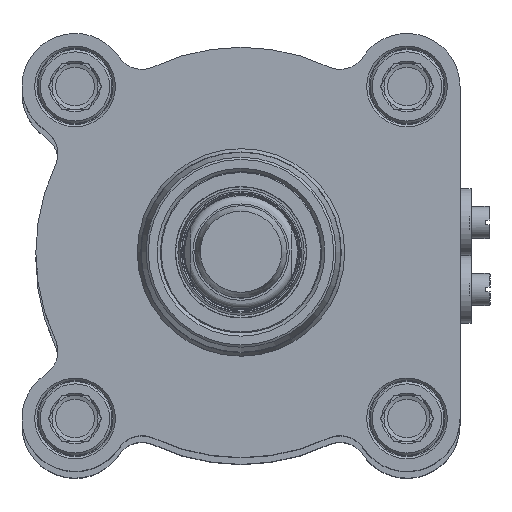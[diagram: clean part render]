
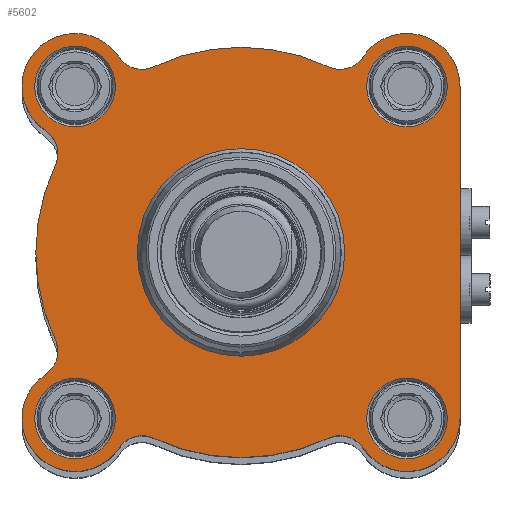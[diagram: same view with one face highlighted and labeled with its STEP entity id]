
A CAD part, top view. The second image highlights one B-rep face of the part: STEP entity #5602.
In plain terms, the highlighted planar face has unit normal (0, 0, 1).
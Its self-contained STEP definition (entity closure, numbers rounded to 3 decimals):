
#1674=CARTESIAN_POINT('',(-27.25,-36.0,47.8));
#1675=VERTEX_POINT('',#1674);
#1676=CARTESIAN_POINT('',(-36.0,-36.0,47.8));
#1677=DIRECTION('',(0.0,0.0,1.0));
#1678=DIRECTION('',(-1.0,0.0,0.0));
#1679=AXIS2_PLACEMENT_3D('',#1676,#1677,#1678);
#1680=CIRCLE('',#1679,8.75);
#1681=EDGE_CURVE('',#1675,#1675,#1680,.T.);
#1714=CARTESIAN_POINT('',(-27.25,36.0,47.8));
#1715=VERTEX_POINT('',#1714);
#1716=CARTESIAN_POINT('',(-36.0,36.0,47.8));
#1717=DIRECTION('',(0.0,0.0,1.0));
#1718=DIRECTION('',(-1.0,0.0,0.0));
#1719=AXIS2_PLACEMENT_3D('',#1716,#1717,#1718);
#1720=CIRCLE('',#1719,8.75);
#1721=EDGE_CURVE('',#1715,#1715,#1720,.T.);
#1754=CARTESIAN_POINT('',(44.75,-36.0,47.8));
#1755=VERTEX_POINT('',#1754);
#1756=CARTESIAN_POINT('',(36.0,-36.0,47.8));
#1757=DIRECTION('',(0.0,0.0,1.0));
#1758=DIRECTION('',(-1.0,0.0,0.0));
#1759=AXIS2_PLACEMENT_3D('',#1756,#1757,#1758);
#1760=CIRCLE('',#1759,8.75);
#1761=EDGE_CURVE('',#1755,#1755,#1760,.T.);
#1794=CARTESIAN_POINT('',(44.75,36.0,47.8));
#1795=VERTEX_POINT('',#1794);
#1796=CARTESIAN_POINT('',(36.0,36.0,47.8));
#1797=DIRECTION('',(0.0,0.0,1.0));
#1798=DIRECTION('',(-1.0,0.0,0.0));
#1799=AXIS2_PLACEMENT_3D('',#1796,#1797,#1798);
#1800=CIRCLE('',#1799,8.75);
#1801=EDGE_CURVE('',#1795,#1795,#1800,.T.);
#2036=CARTESIAN_POINT('',(-40.287,18.899,47.8));
#2037=VERTEX_POINT('',#2036);
#2038=CARTESIAN_POINT('',(-40.287,-18.899,47.8));
#2039=VERTEX_POINT('',#2038);
#2040=CARTESIAN_POINT('',(0.0,0.0,47.8));
#2041=DIRECTION('',(0.0,0.0,1.0));
#2042=DIRECTION('',(1.0,0.0,0.0));
#2043=AXIS2_PLACEMENT_3D('',#2040,#2041,#2042);
#2044=CIRCLE('',#2043,44.5);
#2045=EDGE_CURVE('',#2037,#2039,#2044,.T.);
#2088=CARTESIAN_POINT('',(-42.387,26.437,47.8));
#2089=VERTEX_POINT('',#2088);
#2090=CARTESIAN_POINT('',(-26.437,42.387,47.8));
#2091=VERTEX_POINT('',#2090);
#2092=CARTESIAN_POINT('',(-36.0,36.0,47.8));
#2093=DIRECTION('',(0.0,0.0,-1.0));
#2094=DIRECTION('',(1.0,0.0,0.0));
#2095=AXIS2_PLACEMENT_3D('',#2092,#2093,#2094);
#2096=CIRCLE('',#2095,11.5);
#2097=EDGE_CURVE('',#2089,#2091,#2096,.T.);
#2220=CARTESIAN_POINT('',(22.5,0.0,47.8));
#2221=VERTEX_POINT('',#2220);
#2222=CARTESIAN_POINT('',(0.0,0.0,47.8));
#2223=DIRECTION('',(0.0,0.0,1.0));
#2224=DIRECTION('',(1.0,0.0,0.0));
#2225=AXIS2_PLACEMENT_3D('',#2222,#2223,#2224);
#2226=CIRCLE('',#2225,22.5);
#2227=EDGE_CURVE('',#2221,#2221,#2226,.T.);
#2240=CARTESIAN_POINT('',(47.5,36.,47.8));
#2241=VERTEX_POINT('',#2240);
#2242=CARTESIAN_POINT('',(47.5,-36.,47.8));
#2243=VERTEX_POINT('',#2242);
#2244=CARTESIAN_POINT('',(47.5,36.,47.8));
#2245=DIRECTION('',(0.0,-1.0,0.0));
#2246=VECTOR('',#2245,72.);
#2247=LINE('',#2244,#2246);
#2248=EDGE_CURVE('',#2241,#2243,#2247,.T.);
#2277=CARTESIAN_POINT('',(-45.719,21.447,47.8));
#2278=DIRECTION('',(0.0,0.0,1.0));
#2279=DIRECTION('',(0.963,0.268,0.0));
#2280=AXIS2_PLACEMENT_3D('',#2277,#2278,#2279);
#2281=CIRCLE('',#2280,6.);
#2282=EDGE_CURVE('',#2037,#2089,#2281,.T.);
#2296=CARTESIAN_POINT('',(-42.387,-26.437,47.8));
#2297=VERTEX_POINT('',#2296);
#2304=CARTESIAN_POINT('',(-45.719,-21.447,47.8));
#2305=DIRECTION('',(0.0,0.0,1.0));
#2306=DIRECTION('',(0.963,-0.268,0.0));
#2307=AXIS2_PLACEMENT_3D('',#2304,#2305,#2306);
#2308=CIRCLE('',#2307,6.);
#2309=EDGE_CURVE('',#2297,#2039,#2308,.T.);
#2320=CARTESIAN_POINT('',(-26.437,-42.387,47.8));
#2321=VERTEX_POINT('',#2320);
#2322=CARTESIAN_POINT('',(-36.0,-36.0,47.8));
#2323=DIRECTION('',(0.0,0.0,-1.0));
#2324=DIRECTION('',(1.0,0.0,0.0));
#2325=AXIS2_PLACEMENT_3D('',#2322,#2323,#2324);
#2326=CIRCLE('',#2325,11.5);
#2327=EDGE_CURVE('',#2321,#2297,#2326,.T.);
#2345=CARTESIAN_POINT('',(-18.899,-40.287,47.8));
#2346=VERTEX_POINT('',#2345);
#2347=CARTESIAN_POINT('',(-21.447,-45.719,47.8));
#2348=DIRECTION('',(0.0,0.0,1.0));
#2349=DIRECTION('',(-0.268,0.963,0.0));
#2350=AXIS2_PLACEMENT_3D('',#2347,#2348,#2349);
#2351=CIRCLE('',#2350,6.);
#2352=EDGE_CURVE('',#2346,#2321,#2351,.T.);
#2371=CARTESIAN_POINT('',(26.437,-42.387,47.8));
#2372=VERTEX_POINT('',#2371);
#2379=CARTESIAN_POINT('',(18.899,-40.287,47.8));
#2380=VERTEX_POINT('',#2379);
#2381=CARTESIAN_POINT('',(21.447,-45.719,47.8));
#2382=DIRECTION('',(0.0,0.0,1.0));
#2383=DIRECTION('',(0.268,0.963,0.0));
#2384=AXIS2_PLACEMENT_3D('',#2381,#2382,#2383);
#2385=CIRCLE('',#2384,6.);
#2386=EDGE_CURVE('',#2372,#2380,#2385,.T.);
#2402=CARTESIAN_POINT('',(36.0,-36.0,47.8));
#2403=DIRECTION('',(0.0,0.0,-1.0));
#2404=DIRECTION('',(1.0,0.0,0.0));
#2405=AXIS2_PLACEMENT_3D('',#2402,#2403,#2404);
#2406=CIRCLE('',#2405,11.5);
#2407=EDGE_CURVE('',#2243,#2372,#2406,.T.);
#2420=CARTESIAN_POINT('',(26.437,42.387,47.8));
#2421=VERTEX_POINT('',#2420);
#2422=CARTESIAN_POINT('',(36.0,36.0,47.8));
#2423=DIRECTION('',(0.0,0.0,-1.0));
#2424=DIRECTION('',(1.0,0.0,0.0));
#2425=AXIS2_PLACEMENT_3D('',#2422,#2423,#2424);
#2426=CIRCLE('',#2425,11.5);
#2427=EDGE_CURVE('',#2421,#2241,#2426,.T.);
#2445=CARTESIAN_POINT('',(18.899,40.287,47.8));
#2446=VERTEX_POINT('',#2445);
#2447=CARTESIAN_POINT('',(21.447,45.719,47.8));
#2448=DIRECTION('',(0.0,0.0,1.0));
#2449=DIRECTION('',(0.268,-0.963,0.0));
#2450=AXIS2_PLACEMENT_3D('',#2447,#2448,#2449);
#2451=CIRCLE('',#2450,6.);
#2452=EDGE_CURVE('',#2446,#2421,#2451,.T.);
#2472=CARTESIAN_POINT('',(-18.899,40.287,47.8));
#2473=VERTEX_POINT('',#2472);
#2474=CARTESIAN_POINT('',(-21.447,45.719,47.8));
#2475=DIRECTION('',(0.0,0.0,1.0));
#2476=DIRECTION('',(-0.268,-0.963,0.0));
#2477=AXIS2_PLACEMENT_3D('',#2474,#2475,#2476);
#2478=CIRCLE('',#2477,6.);
#2479=EDGE_CURVE('',#2091,#2473,#2478,.T.);
#2495=CARTESIAN_POINT('',(0.0,0.0,47.8));
#2496=DIRECTION('',(0.0,0.0,1.0));
#2497=DIRECTION('',(1.0,0.0,0.0));
#2498=AXIS2_PLACEMENT_3D('',#2495,#2496,#2497);
#2499=CIRCLE('',#2498,44.5);
#2500=EDGE_CURVE('',#2446,#2473,#2499,.T.);
#2513=CARTESIAN_POINT('',(0.0,0.0,47.8));
#2514=DIRECTION('',(0.0,0.0,1.0));
#2515=DIRECTION('',(1.0,0.0,0.0));
#2516=AXIS2_PLACEMENT_3D('',#2513,#2514,#2515);
#2517=CIRCLE('',#2516,44.5);
#2518=EDGE_CURVE('',#2346,#2380,#2517,.T.);
#5566=CARTESIAN_POINT('',(33.5,0.0,47.8));
#5567=DIRECTION('',(0.0,0.0,1.0));
#5568=DIRECTION('',(1.0,0.0,0.0));
#5569=AXIS2_PLACEMENT_3D('',#5566,#5567,#5568);
#5570=PLANE('',#5569);
#5571=ORIENTED_EDGE('',*,*,#2500,.T.);
#5572=ORIENTED_EDGE('',*,*,#2479,.F.);
#5573=ORIENTED_EDGE('',*,*,#2097,.F.);
#5574=ORIENTED_EDGE('',*,*,#2282,.F.);
#5575=ORIENTED_EDGE('',*,*,#2045,.T.);
#5576=ORIENTED_EDGE('',*,*,#2309,.F.);
#5577=ORIENTED_EDGE('',*,*,#2327,.F.);
#5578=ORIENTED_EDGE('',*,*,#2352,.F.);
#5579=ORIENTED_EDGE('',*,*,#2518,.T.);
#5580=ORIENTED_EDGE('',*,*,#2386,.F.);
#5581=ORIENTED_EDGE('',*,*,#2407,.F.);
#5582=ORIENTED_EDGE('',*,*,#2248,.F.);
#5583=ORIENTED_EDGE('',*,*,#2427,.F.);
#5584=ORIENTED_EDGE('',*,*,#2452,.F.);
#5585=EDGE_LOOP('',(#5571,#5572,#5573,#5574,#5575,#5576,#5577,#5578,#5579,#5580,#5581,#5582,#5583,#5584));
#5586=FACE_OUTER_BOUND('',#5585,.T.);
#5587=ORIENTED_EDGE('',*,*,#1681,.F.);
#5588=EDGE_LOOP('',(#5587));
#5589=FACE_BOUND('',#5588,.T.);
#5590=ORIENTED_EDGE('',*,*,#1761,.F.);
#5591=EDGE_LOOP('',(#5590));
#5592=FACE_BOUND('',#5591,.T.);
#5593=ORIENTED_EDGE('',*,*,#2227,.F.);
#5594=EDGE_LOOP('',(#5593));
#5595=FACE_BOUND('',#5594,.T.);
#5596=ORIENTED_EDGE('',*,*,#1801,.F.);
#5597=EDGE_LOOP('',(#5596));
#5598=FACE_BOUND('',#5597,.T.);
#5599=ORIENTED_EDGE('',*,*,#1721,.F.);
#5600=EDGE_LOOP('',(#5599));
#5601=FACE_BOUND('',#5600,.T.);
#5602=ADVANCED_FACE('',(#5586,#5589,#5592,#5595,#5598,#5601),#5570,.T.);
